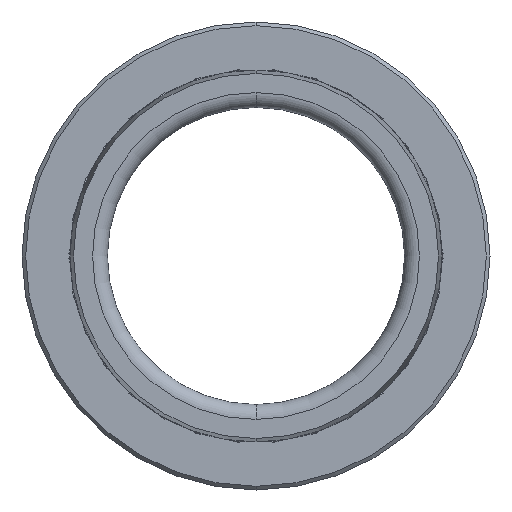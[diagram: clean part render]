
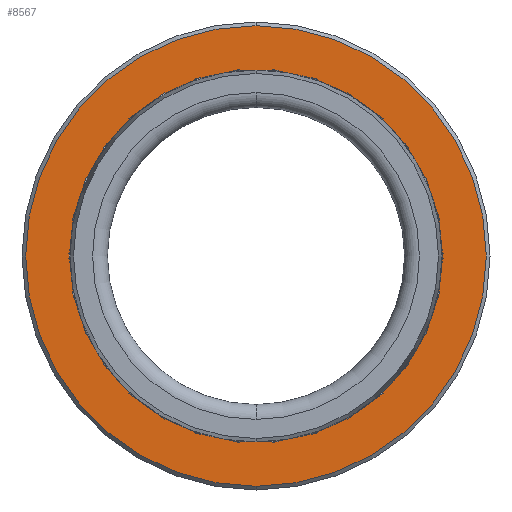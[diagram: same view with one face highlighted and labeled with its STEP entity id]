
A CAD part, front view. The second image highlights one B-rep face of the part: STEP entity #8567.
In plain terms, the highlighted planar face has unit normal (0, -1, 0).
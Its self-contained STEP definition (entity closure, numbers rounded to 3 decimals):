
#103 = CIRCLE ( 'NONE', #6300, 31. ) ;
#149 = DIRECTION ( 'NONE',  ( 0., 0., -1. ) ) ;
#342 = ORIENTED_EDGE ( 'NONE', *, *, #4635, .F. ) ;
#714 = CARTESIAN_POINT ( 'NONE',  ( 0., 30.929, -31. ) ) ;
#1366 = ORIENTED_EDGE ( 'NONE', *, *, #1650, .F. ) ;
#1509 = CARTESIAN_POINT ( 'NONE',  ( 0., 30.929, 0. ) ) ;
#1562 = CARTESIAN_POINT ( 'NONE',  ( 25., 30.929, 0. ) ) ;
#1650 = EDGE_CURVE ( 'NONE', #3646, #9441, #4057, .T. ) ;
#1727 = AXIS2_PLACEMENT_3D ( 'NONE', #9528, #4177, #7210 ) ;
#2095 = CARTESIAN_POINT ( 'NONE',  ( 0., 30.929, 0. ) ) ;
#2158 = FACE_OUTER_BOUND ( 'NONE', #6227, .T. ) ;
#2653 = EDGE_CURVE ( 'NONE', #3117, #5615, #9033, .T. ) ;
#2678 = ORIENTED_EDGE ( 'NONE', *, *, #2653, .T. ) ;
#3117 = VERTEX_POINT ( 'NONE', #714 ) ;
#3501 = CARTESIAN_POINT ( 'NONE',  ( 0., 30.929, 25. ) ) ;
#3646 = VERTEX_POINT ( 'NONE', #9698 ) ;
#3733 = DIRECTION ( 'NONE',  ( 0., -1., 0. ) ) ;
#3762 = DIRECTION ( 'NONE',  ( 0., -1., 0. ) ) ;
#4039 = CARTESIAN_POINT ( 'NONE',  ( 0., 30.929, 0. ) ) ;
#4057 = CIRCLE ( 'NONE', #1727, 25. ) ;
#4177 = DIRECTION ( 'NONE',  ( 0., -1., 0. ) ) ;
#4205 = CARTESIAN_POINT ( 'NONE',  ( 0., 30.929, 31. ) ) ;
#4439 = DIRECTION ( 'NONE',  ( 0., -1., 0. ) ) ;
#4635 = EDGE_CURVE ( 'NONE', #9441, #3646, #7532, .T. ) ;
#4708 = FACE_BOUND ( 'NONE', #9369, .T. ) ;
#5497 = EDGE_CURVE ( 'NONE', #5615, #3117, #103, .T. ) ;
#5615 = VERTEX_POINT ( 'NONE', #4205 ) ;
#5625 = DIRECTION ( 'NONE',  ( 0., -1., 0. ) ) ;
#6227 = EDGE_LOOP ( 'NONE', ( #8334, #2678 ) ) ;
#6300 = AXIS2_PLACEMENT_3D ( 'NONE', #1509, #3733, #9161 ) ;
#6627 = AXIS2_PLACEMENT_3D ( 'NONE', #4039, #5625, #149 ) ;
#6759 = AXIS2_PLACEMENT_3D ( 'NONE', #1562, #3762, #10000 ) ;
#6994 = PLANE ( 'NONE',  #6759 ) ;
#7210 = DIRECTION ( 'NONE',  ( 0., 0., -1. ) ) ;
#7532 = CIRCLE ( 'NONE', #6627, 25. ) ;
#8225 = DIRECTION ( 'NONE',  ( 0., 0., -1. ) ) ;
#8297 = AXIS2_PLACEMENT_3D ( 'NONE', #2095, #4439, #8225 ) ;
#8334 = ORIENTED_EDGE ( 'NONE', *, *, #5497, .T. ) ;
#8567 = ADVANCED_FACE ( 'NONE', ( #2158, #4708 ), #6994, .T. ) ;
#9033 = CIRCLE ( 'NONE', #8297, 31. ) ;
#9161 = DIRECTION ( 'NONE',  ( 0., 0., -1. ) ) ;
#9369 = EDGE_LOOP ( 'NONE', ( #1366, #342 ) ) ;
#9441 = VERTEX_POINT ( 'NONE', #3501 ) ;
#9528 = CARTESIAN_POINT ( 'NONE',  ( 0., 30.929, 0. ) ) ;
#9698 = CARTESIAN_POINT ( 'NONE',  ( 0., 30.929, -25. ) ) ;
#10000 = DIRECTION ( 'NONE',  ( 0., 0., -1. ) ) ;
